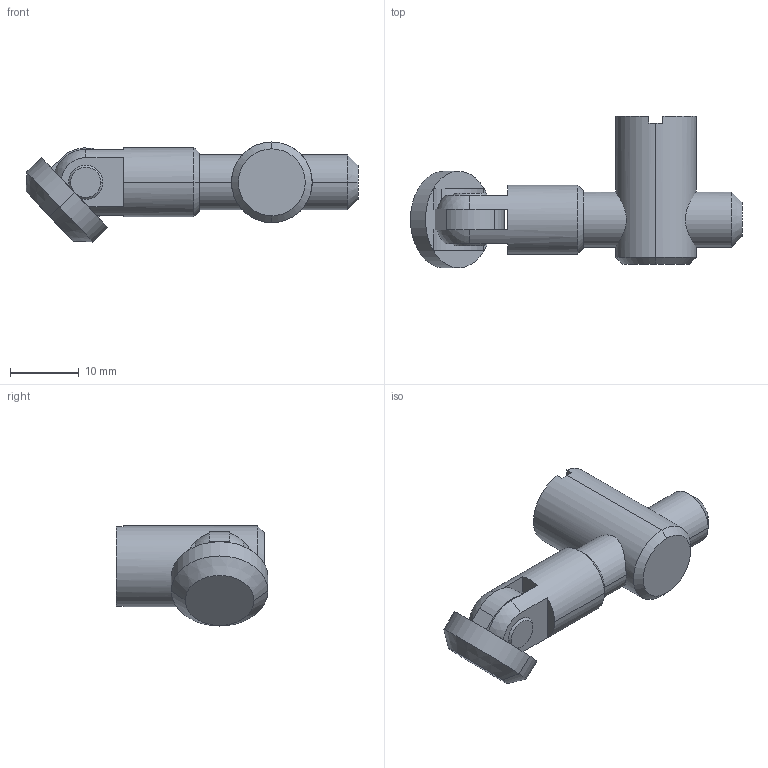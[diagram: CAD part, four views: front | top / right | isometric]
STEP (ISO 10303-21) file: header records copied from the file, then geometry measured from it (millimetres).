
FILE_DESCRIPTION (( 'STEP AP214' ), '1' );
FILE_NAME ('SNSD.30.50.01 Óãëîâîé ñîåäèíèòåëü 30-150 ãðàäóñîâ, ïàç 8.STEP', '2014-10-13T08:02:30', ( 'XTreme.ws' ), ( 'XTreme.ws' ), 'SwSTEP 2.0', 'SolidWorks 2014', '' );
FILE_SCHEMA (( 'AUTOMOTIVE_DESIGN' ));
Length unit declared in the file: millimetre
Products named in the file (5): SNSD.30.50.03 栫蹞蜬_00; SNSD.30.50.02 Îñíîâíàÿ ÷àñòü_00; SNSD.30.50.01 鎔艜_00; SNSD.30.50.04 栺魛鳧_00; SNSD.30.50.01  Óãëîâîé ñîåäèíèòåëü 30-150 ãðàäóñîâ, ïàç 8
Assembly tree (4 placements, depth 2):
  SNSD.30.50.01  Óãëîâîé ñîåäèíèòåëü 30-150 ãðàäóñîâ, ïàç 8
    SNSD.30.50.02 Îñíîâíàÿ ÷àñòü_00
    SNSD.30.50.03 栫蹞蜬_00
    SNSD.30.50.04 栺魛鳧_00
    SNSD.30.50.01 鎔艜_00
Bounding box: 48.17 x 22 x 14.51 mm (x, y, z)
Volume: 4510.9 mm3; surface area: 3960.7 mm2
Topology: 4 solids, 4 shells, 95 faces, 227 edges, 144 vertices
Faces by surface type: plane 44, cylinder 27, cone 18, sphere 4, torus 2
Entity records: 3323 total; most frequent: CARTESIAN_POINT 811, DIRECTION 513, ORIENTED_EDGE 454, EDGE_CURVE 227, AXIS2_PLACEMENT_3D 204, VERTEX_POINT 144, EDGE_LOOP 107, VECTOR 105
